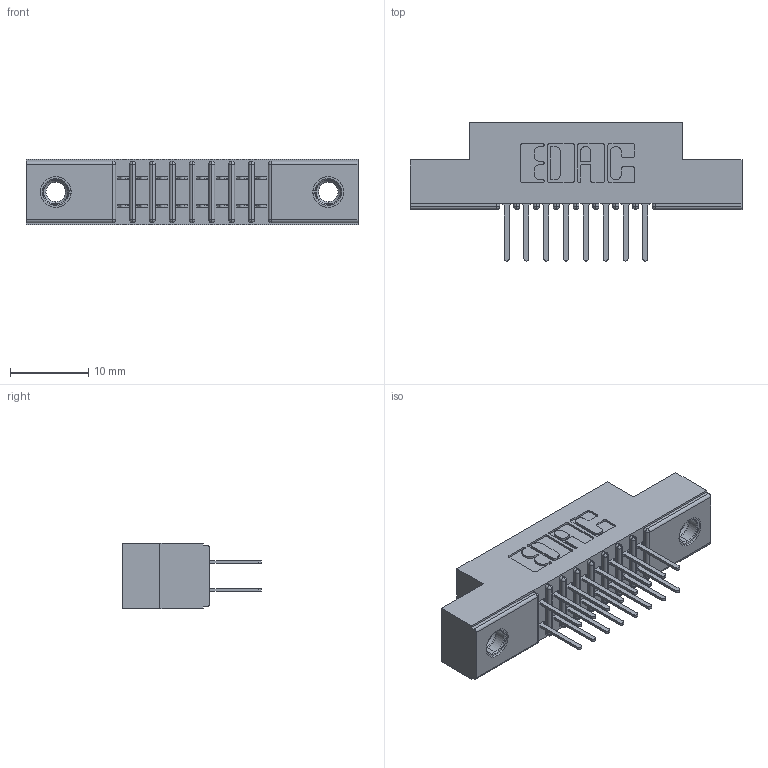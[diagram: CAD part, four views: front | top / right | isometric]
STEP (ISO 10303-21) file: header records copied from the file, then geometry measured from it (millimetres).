
FILE_DESCRIPTION (( 'STEP AP203' ), '1' );
FILE_NAME ('341-016-521-207.STEP', '2018-08-06T15:40:48', ( '' ), ( '' ), 'SwSTEP 2.0', 'SolidWorks 2016', '' );
FILE_SCHEMA (( 'CONFIG_CONTROL_DESIGN' ));
Length unit declared in the file: inch
Products named in the file (4): 341 Part_.156 (3.96) Dia Mounting Holes; 341-292-001_341-292-121; 345-250-001_345-250-005-103; 341-016-521-207
Assembly tree (19 placements, depth 2):
  341-016-521-207
    341 Part_.156 (3.96) Dia Mounting Holes
    341-292-001_341-292-121  x16
    345-250-001_345-250-005-103  x2
Bounding box: 42.55 x 17.7 x 8.38 mm (x, y, z)
Volume: 2458.9 mm3; surface area: 4365.6 mm2
Topology: 19 solids, 19 shells, 1232 faces, 3516 edges, 2274 vertices
Faces by surface type: plane 740, cylinder 444, sphere 18, torus 18, cone 12
Entity records: 15396 total; most frequent: CARTESIAN_POINT 2543, ORIENTED_EDGE 2516, DIRECTION 2502, EDGE_CURVE 1258, VECTOR 976, LINE 976, VERTEX_POINT 804, AXIS2_PLACEMENT_3D 763
